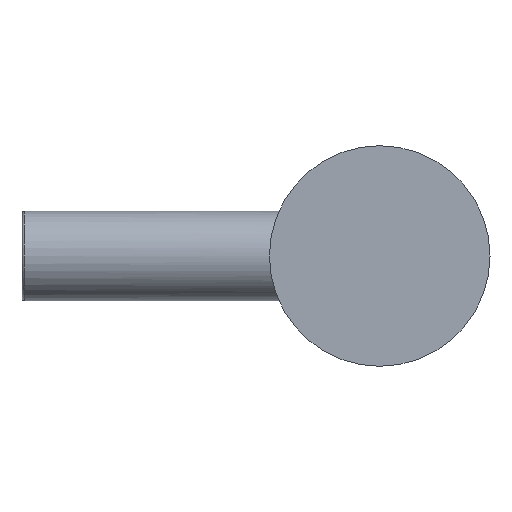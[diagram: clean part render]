
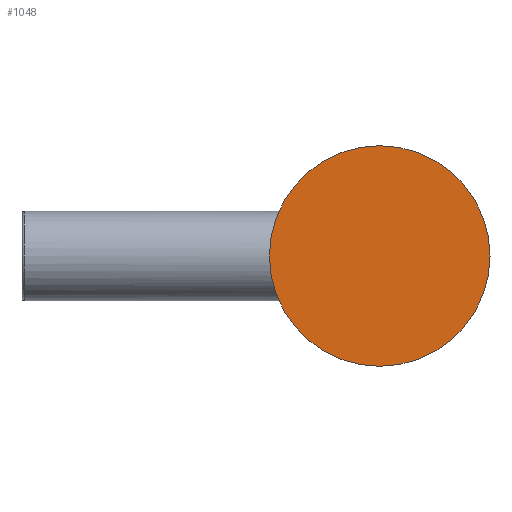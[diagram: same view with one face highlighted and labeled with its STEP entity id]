
A CAD part, front view. The second image highlights one B-rep face of the part: STEP entity #1048.
In plain terms, the highlighted planar face has unit normal (0, -1, 0).
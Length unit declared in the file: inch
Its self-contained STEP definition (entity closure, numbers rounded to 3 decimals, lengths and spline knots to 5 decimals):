
#317=CARTESIAN_POINT('',(0.,-1.732,0.));
#318=DIRECTION('',(0.,-1.,0.));
#319=DIRECTION('',(1.,0.,0.));
#320=AXIS2_PLACEMENT_3D('',#317,#318,#319);
#331=CARTESIAN_POINT('',(0.,-1.732,0.));
#332=DIRECTION('',(0.,-1.,0.));
#333=DIRECTION('',(-1.,0.,0.));
#334=AXIS2_PLACEMENT_3D('',#331,#332,#333);
#439=CARTESIAN_POINT('',(-0.925,-1.732,0.));
#440=CARTESIAN_POINT('',(0.925,-1.732,0.));
#441=VERTEX_POINT('',#439);
#442=VERTEX_POINT('',#440);
#1038=CARTESIAN_POINT('',(0.,-1.732,0.));
#1039=DIRECTION('',(0.,1.,0.));
#1040=DIRECTION('',(1.,0.,0.));
#1041=AXIS2_PLACEMENT_3D('',#1038,#1039,#1040);
#1042=PLANE('',#1041);
#1044=ORIENTED_EDGE('',*,*,#1043,.F.);
#1045=ORIENTED_EDGE('',*,*,#1028,.F.);
#1046=EDGE_LOOP('',(#1044,#1045));
#1047=FACE_OUTER_BOUND('',#1046,.F.);
#1048=ADVANCED_FACE('',(#1047),#1042,.F.);
#321=CIRCLE('',#320,0.925);
#335=CIRCLE('',#334,0.925);
#1028=EDGE_CURVE('',#442,#441,#321,.T.);
#1043=EDGE_CURVE('',#441,#442,#335,.T.);
